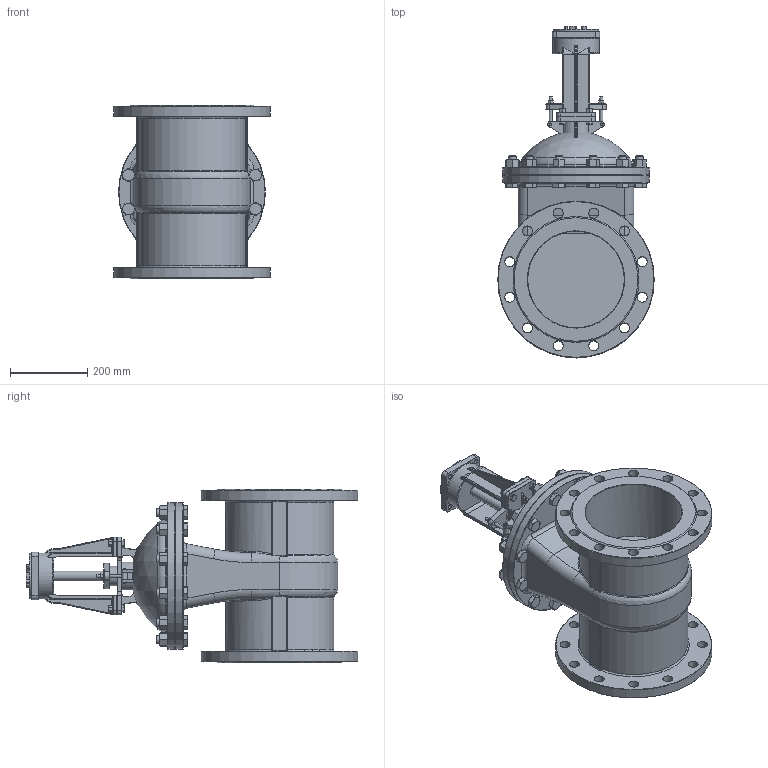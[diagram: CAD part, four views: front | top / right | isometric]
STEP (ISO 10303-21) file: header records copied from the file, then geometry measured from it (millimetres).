
FILE_DESCRIPTION(/* description */ (''),/* implementation_level */ '2;1');
FILE_NAME(/* name */ 'DN250_3D_STEP.stp',/* time_stamp */ '2025-09-15T22:55:55+03:00',/* author */ ('igorr'),/* organization */ (''),/* preprocessor_version */ 'ST-DEVELOPER v20',/* originating_system */ 'Autodesk Inventor 2025',/* authorisation */ '');
FILE_SCHEMA (('AUTOMOTIVE_DESIGN { 1 0 10303 214 3 1 1 }'));
Length unit declared in the file: millimetre
Products named in the file (7): Сборка; Деталь1; AS 1110 - M10 x 35; ANSI B18.2.4.2M - M10x1,5; ANSI B18.2.4.2M - M8x1,25; ANSI B18.2.4.2M - M20x2,5; AS 1110 - M20 x 70
Assembly tree (35 placements, depth 2):
  Сборка
    Деталь1
    AS 1110 - M10 x 35  x4
    ANSI B18.2.4.2M - M10x1,5  x4
    ANSI B18.2.4.2M - M8x1,25  x2
    ANSI B18.2.4.2M - M20x2,5  x12
    AS 1110 - M20 x 70  x12
Bounding box: 405 x 858.75 x 450 mm (x, y, z)
Volume: 31996136.3 mm3; surface area: 1939698.3 mm2
Topology: 39 solids, 39 shells, 1324 faces, 3100 edges, 1899 vertices
Faces by surface type: plane 601, cone 306, cylinder 282, torus 69, bspline 61, sphere 5
Full cylindrical faces by diameter (mm): 6.647 x2, 7 x4, 8 x4, 8.376 x4, 10 x4, 12 x16, 15 x2, 16 x4, 17.294 x12, 18 x24, 20 x12, 25 x1, 26 x24, 27.9 x12, 30 x13, 45 x1, 50 x1, 65 x1, 108 x1, 118 x1, 120.592 x1, 250 x2, 290 x2, 380 x2, 405 x2
Entity records: 24836 total; most frequent: CARTESIAN_POINT 7280, DIRECTION 3470, ORIENTED_EDGE 3462, EDGE_CURVE 1731, AXIS2_PLACEMENT_3D 1364, VERTEX_POINT 1088, EDGE_LOOP 849, LINE 742
